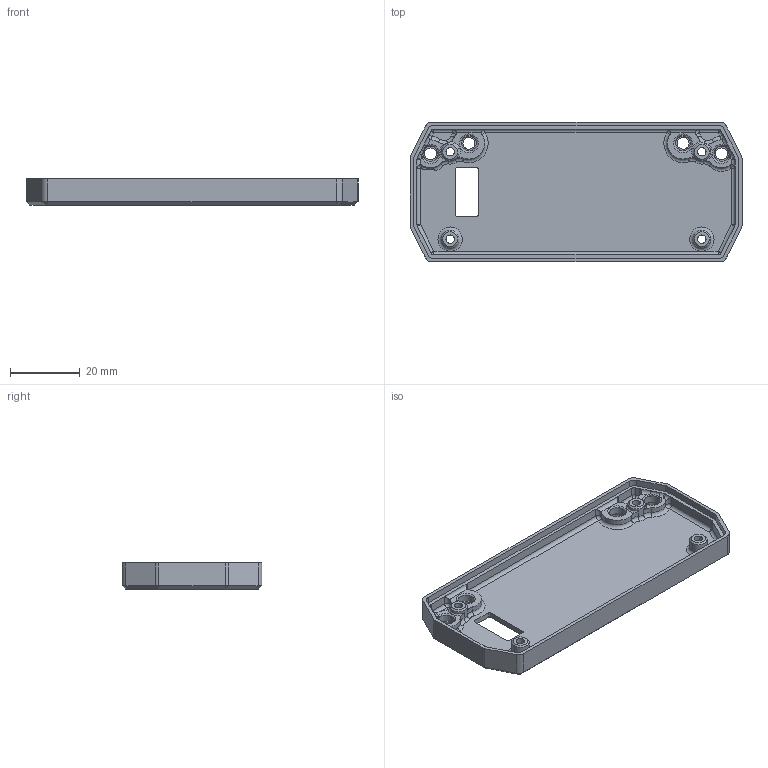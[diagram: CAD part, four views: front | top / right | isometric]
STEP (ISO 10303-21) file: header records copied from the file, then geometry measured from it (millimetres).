
FILE_DESCRIPTION(/* description */ (''),/* implementation_level */ '2;1');
FILE_NAME(/* name */ 'Housing.step',/* time_stamp */ '2023-03-24T12:07:01-08:00',/* author */ (''),/* organization */ (''),/* preprocessor_version */ 'ST-DEVELOPER v19.2',/* originating_system */ 'Autodesk Translation Framework v11.17.0.187',/* authorisation */ '');
FILE_SCHEMA (('AUTOMOTIVE_DESIGN { 1 0 10303 214 3 1 1 }'));
Length unit declared in the file: millimetre
Products named in the file (1): Housing
Bounding box: 95 x 40 x 7.5 mm (x, y, z)
Volume: 9877.3 mm3; surface area: 10781 mm2
Topology: 1 solids, 1 shells, 235 faces, 574 edges, 337 vertices
Faces by surface type: cylinder 88, plane 66, torus 31, cone 24, sphere 16, bspline 10
Full cylindrical faces by diameter (mm): 2.4 x4, 3.4 x4, 4.2 x4, 4.6 x4, 5 x4
Entity records: 7526 total; most frequent: CARTESIAN_POINT 1882, DIRECTION 1279, ORIENTED_EDGE 1124, EDGE_CURVE 562, AXIS2_PLACEMENT_3D 518, VERTEX_POINT 337, CIRCLE 284, EDGE_LOOP 261
